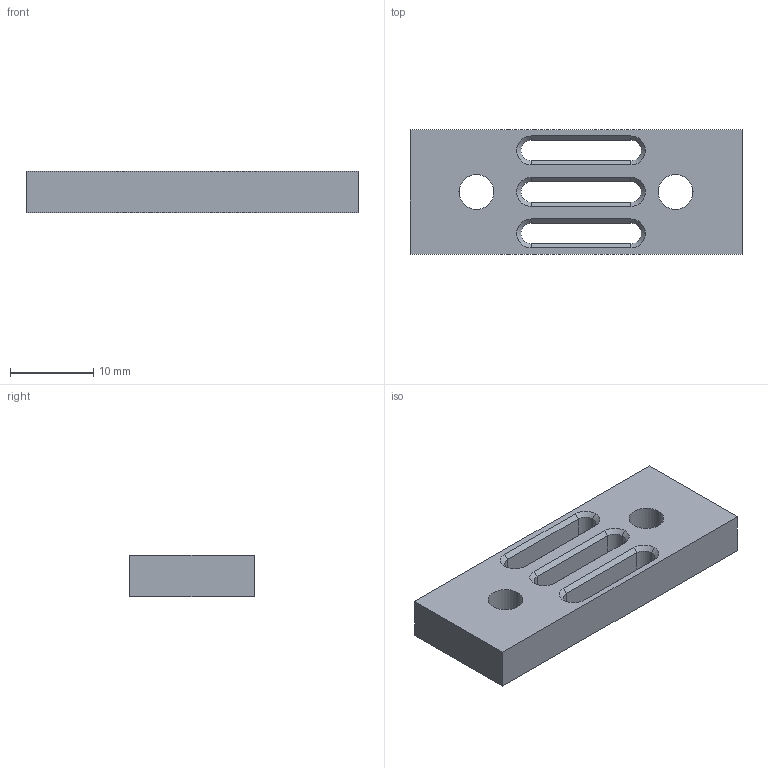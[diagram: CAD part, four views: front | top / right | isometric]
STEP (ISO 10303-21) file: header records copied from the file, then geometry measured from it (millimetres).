
FILE_DESCRIPTION (( 'STEP AP203' ), '1' );
FILE_NAME ('CO-0004.STEP', '2021-04-26T11:00:21', ( '' ), ( '' ), 'SwSTEP 2.0', 'SolidWorks 2016', '' );
FILE_SCHEMA (( 'CONFIG_CONTROL_DESIGN' ));
Length unit declared in the file: millimetre
Products named in the file (1): CO-0004
Bounding box: 40 x 15 x 5 mm (x, y, z)
Volume: 2325.5 mm3; surface area: 2067.9 mm2
Topology: 1 solids, 1 shells, 40 faces, 99 edges, 61 vertices
Faces by surface type: plane 18, cylinder 13, cone 9
Entity records: 1275 total; most frequent: DIRECTION 216, CARTESIAN_POINT 201, ORIENTED_EDGE 198, EDGE_CURVE 99, AXIS2_PLACEMENT_3D 76, VECTOR 64, LINE 64, VERTEX_POINT 61
